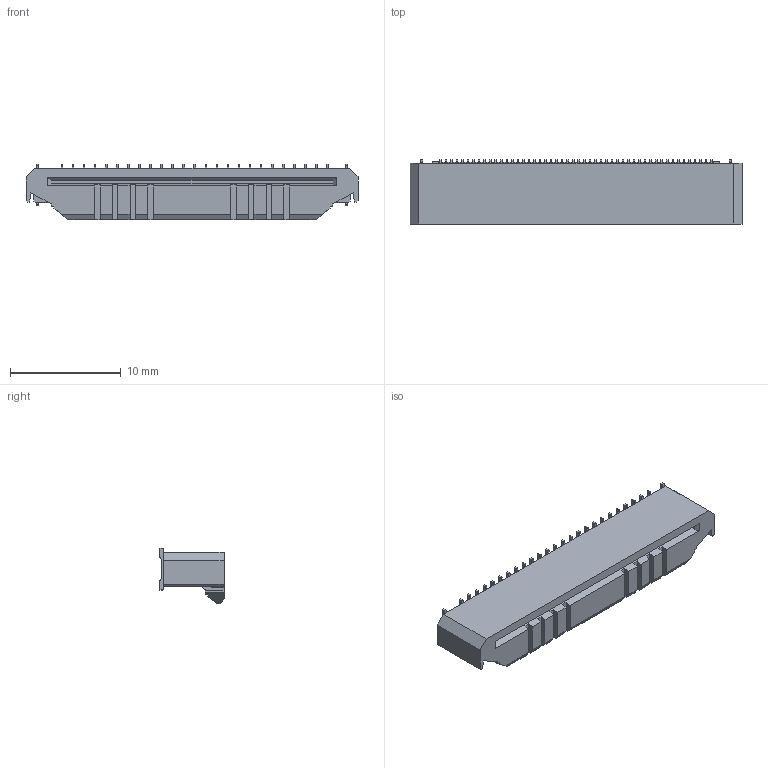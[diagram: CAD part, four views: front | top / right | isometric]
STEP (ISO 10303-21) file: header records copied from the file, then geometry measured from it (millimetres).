
FILE_DESCRIPTION(('CoCreate Modeling STEP Export'),'2;1');
FILE_NAME('0.5-21A-50pin.stp','2019-05-24T11:18:31',(''),(''),'CoCreate Modeling STEP processor for AP214 (Solid Model)','CoCreate Modeling 17.0 01-Apr-2010 (C) Parametric Technology GmbH','');
FILE_SCHEMA(('AUTOMOTIVE_DESIGN { 1 0 10303 214 1 1 1 1 }'));
Length unit declared in the file: millimetre
Products named in the file (2): 0.5-21A-50pin
Assembly tree (1 placements, depth 2):
  0.5-21A-50pin
    0.5-21A-50pin
Bounding box: 30 x 5.79 x 4.99 mm (x, y, z)
Volume: 514.1 mm3; surface area: 926 mm2
Topology: 1 solids, 1 shells, 1541 faces, 4155 edges, 2768 vertices
Faces by surface type: plane 1025, cylinder 516
Entity records: 44832 total; most frequent: ORIENTED_EDGE 8310, CARTESIAN_POINT 7722, DIRECTION 6999, EDGE_CURVE 4155, VECTOR 2909, LINE 2909, VERTEX_POINT 2768, AXIS2_PLACEMENT_3D 2045
